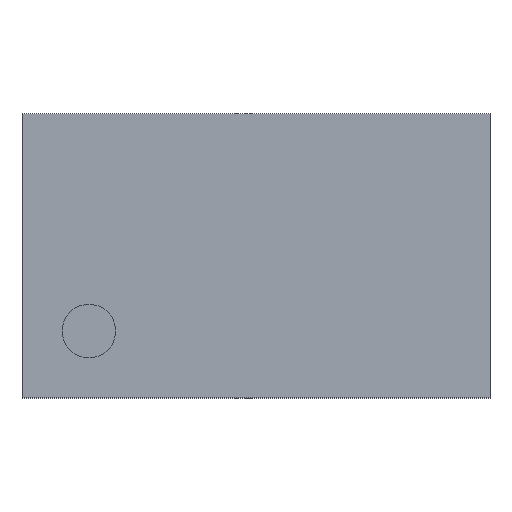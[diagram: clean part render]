
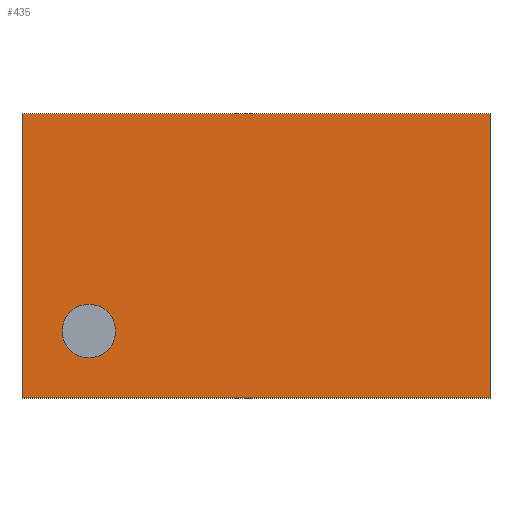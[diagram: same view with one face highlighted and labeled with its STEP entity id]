
A CAD part, top view. The second image highlights one B-rep face of the part: STEP entity #435.
In plain terms, the highlighted planar face has unit normal (0, 0, 1).
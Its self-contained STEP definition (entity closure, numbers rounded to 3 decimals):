
#248 = VERTEX_POINT('',#249);
#249 = CARTESIAN_POINT('',(-0.58,-0.225,0.6));
#255 = EDGE_CURVE('',#248,#256,#258,.T.);
#256 = VERTEX_POINT('',#257);
#257 = CARTESIAN_POINT('',(-0.42,-0.225,0.6));
#258 = CIRCLE('',#259,0.08);
#259 = AXIS2_PLACEMENT_3D('',#260,#261,#262);
#260 = CARTESIAN_POINT('',(-0.5,-0.225,0.6));
#261 = DIRECTION('',(0.,0.,-1.));
#262 = DIRECTION('',(-1.,0.,0.));
#435 = ADVANCED_FACE('',(#436,#470),#480,.T.);
#436 = FACE_BOUND('',#437,.T.);
#437 = EDGE_LOOP('',(#438,#448,#456,#464));
#438 = ORIENTED_EDGE('',*,*,#439,.T.);
#439 = EDGE_CURVE('',#440,#442,#444,.T.);
#440 = VERTEX_POINT('',#441);
#441 = CARTESIAN_POINT('',(-0.7,0.425,0.6));
#442 = VERTEX_POINT('',#443);
#443 = CARTESIAN_POINT('',(-0.7,-0.425,0.6));
#444 = LINE('',#445,#446);
#445 = CARTESIAN_POINT('',(-0.7,0.,0.6));
#446 = VECTOR('',#447,1.);
#447 = DIRECTION('',(0.,-1.,0.));
#448 = ORIENTED_EDGE('',*,*,#449,.T.);
#449 = EDGE_CURVE('',#442,#450,#452,.T.);
#450 = VERTEX_POINT('',#451);
#451 = CARTESIAN_POINT('',(0.7,-0.425,0.6));
#452 = LINE('',#453,#454);
#453 = CARTESIAN_POINT('',(0.,-0.425,0.6));
#454 = VECTOR('',#455,1.);
#455 = DIRECTION('',(1.,0.,0.));
#456 = ORIENTED_EDGE('',*,*,#457,.T.);
#457 = EDGE_CURVE('',#450,#458,#460,.T.);
#458 = VERTEX_POINT('',#459);
#459 = CARTESIAN_POINT('',(0.7,0.425,0.6));
#460 = LINE('',#461,#462);
#461 = CARTESIAN_POINT('',(0.7,0.,0.6));
#462 = VECTOR('',#463,1.);
#463 = DIRECTION('',(0.,1.,0.));
#464 = ORIENTED_EDGE('',*,*,#465,.T.);
#465 = EDGE_CURVE('',#458,#440,#466,.T.);
#466 = LINE('',#467,#468);
#467 = CARTESIAN_POINT('',(0.,0.425,0.6));
#468 = VECTOR('',#469,1.);
#469 = DIRECTION('',(-1.,0.,0.));
#470 = FACE_BOUND('',#471,.T.);
#471 = EDGE_LOOP('',(#472,#473));
#472 = ORIENTED_EDGE('',*,*,#255,.T.);
#473 = ORIENTED_EDGE('',*,*,#474,.T.);
#474 = EDGE_CURVE('',#256,#248,#475,.T.);
#475 = CIRCLE('',#476,0.08);
#476 = AXIS2_PLACEMENT_3D('',#477,#478,#479);
#477 = CARTESIAN_POINT('',(-0.5,-0.225,0.6));
#478 = DIRECTION('',(0.,0.,-1.));
#479 = DIRECTION('',(-1.,0.,0.));
#480 = PLANE('',#481);
#481 = AXIS2_PLACEMENT_3D('',#482,#483,#484);
#482 = CARTESIAN_POINT('',(0.,0.,0.6)
  );
#483 = DIRECTION('',(0.,0.,1.));
#484 = DIRECTION('',(-1.,0.,0.));
